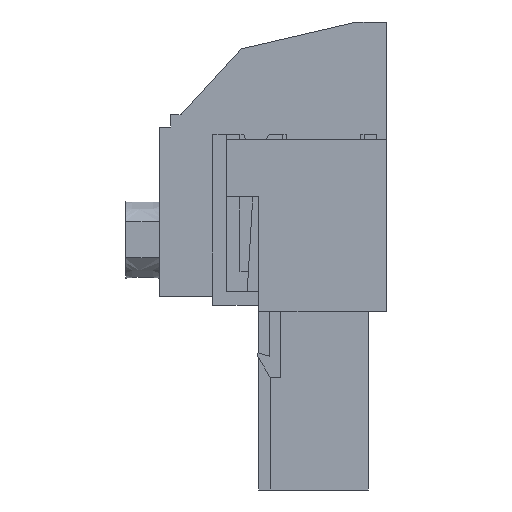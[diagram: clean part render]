
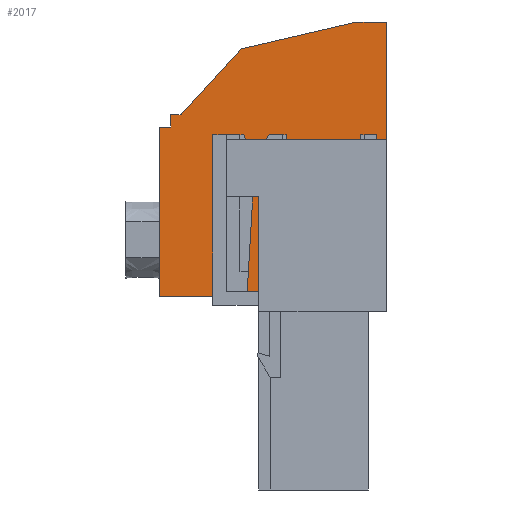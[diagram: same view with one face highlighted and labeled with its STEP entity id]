
A CAD part, left-side view. The second image highlights one B-rep face of the part: STEP entity #2017.
In plain terms, the highlighted planar face has unit normal (-1, 0, 0).
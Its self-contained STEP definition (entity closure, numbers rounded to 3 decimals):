
#1665=AXIS2_PLACEMENT_3D('Plane Axis2P3D',#1662,#1663,#1664) ;
#472=CARTESIAN_POINT('Vertex',(7.62,0.,41.45)) ;
#475=CARTESIAN_POINT('Line Origine',(7.62,0.,36.225)) ;
#479=CARTESIAN_POINT('Vertex',(7.62,0.,31.)) ;
#1158=CARTESIAN_POINT('Vertex',(7.62,11.3,31.)) ;
#1161=CARTESIAN_POINT('Line Origine',(7.62,11.3,24.075)) ;
#1165=CARTESIAN_POINT('Vertex',(7.62,11.3,17.15)) ;
#1662=CARTESIAN_POINT('Axis2P3D Location',(7.62,11.3,15.8)) ;
#1870=CARTESIAN_POINT('Vertex',(7.62,1.9,31.)) ;
#1873=CARTESIAN_POINT('Line Origine',(7.62,0.95,31.)) ;
#1886=CARTESIAN_POINT('Line Origine',(7.62,10.4,31.)) ;
#1890=CARTESIAN_POINT('Vertex',(7.62,9.5,31.)) ;
#1893=CARTESIAN_POINT('Line Origine',(7.62,9.5,30.15)) ;
#1897=CARTESIAN_POINT('Vertex',(7.62,9.5,29.3)) ;
#1900=CARTESIAN_POINT('Line Origine',(7.62,5.7,29.3)) ;
#1904=CARTESIAN_POINT('Vertex',(7.62,1.9,29.3)) ;
#1907=CARTESIAN_POINT('Line Origine',(7.62,1.9,30.15)) ;
#1912=CARTESIAN_POINT('Line Origine',(7.62,1.307,41.45)) ;
#1916=CARTESIAN_POINT('Vertex',(7.62,2.614,41.45)) ;
#1919=CARTESIAN_POINT('Line Origine',(7.62,7.757,40.25)) ;
#1923=CARTESIAN_POINT('Vertex',(7.62,12.9,39.05)) ;
#1926=CARTESIAN_POINT('Line Origine',(7.62,15.544,36.15)) ;
#1930=CARTESIAN_POINT('Vertex',(7.62,18.188,33.25)) ;
#1933=CARTESIAN_POINT('Line Origine',(7.62,18.644,33.25)) ;
#1937=CARTESIAN_POINT('Vertex',(7.62,19.1,33.25)) ;
#1940=CARTESIAN_POINT('Line Origine',(7.62,19.1,32.7)) ;
#1944=CARTESIAN_POINT('Vertex',(7.62,19.1,32.15)) ;
#1947=CARTESIAN_POINT('Line Origine',(7.62,19.6,32.15)) ;
#1951=CARTESIAN_POINT('Vertex',(7.62,20.1,32.15)) ;
#1954=CARTESIAN_POINT('Line Origine',(7.62,20.1,24.65)) ;
#1958=CARTESIAN_POINT('Vertex',(7.62,20.1,17.15)) ;
#1961=CARTESIAN_POINT('Line Origine',(7.62,15.7,17.15)) ;
#1983=CARTESIAN_POINT('Line Origine',(7.62,13.66,26.)) ;
#1987=CARTESIAN_POINT('Vertex',(7.62,13.16,26.)) ;
#1989=CARTESIAN_POINT('Vertex',(7.62,14.16,26.)) ;
#1992=CARTESIAN_POINT('Line Origine',(7.62,14.16,28.5)) ;
#1996=CARTESIAN_POINT('Vertex',(7.62,14.16,31.)) ;
#1999=CARTESIAN_POINT('Line Origine',(7.62,13.66,31.)) ;
#2003=CARTESIAN_POINT('Vertex',(7.62,13.16,31.)) ;
#2006=CARTESIAN_POINT('Line Origine',(7.62,13.16,28.5)) ;
#476=DIRECTION('Vector Direction',(0.,0.,1.)) ;
#1162=DIRECTION('Vector Direction',(0.,0.,-1.)) ;
#1663=DIRECTION('Axis2P3D Direction',(-1.,0.,0.)) ;
#1664=DIRECTION('Axis2P3D XDirection',(0.,-1.,0.)) ;
#1874=DIRECTION('Vector Direction',(0.,1.,0.)) ;
#1887=DIRECTION('Vector Direction',(0.,1.,0.)) ;
#1894=DIRECTION('Vector Direction',(0.,0.,-1.)) ;
#1901=DIRECTION('Vector Direction',(0.,-1.,0.)) ;
#1908=DIRECTION('Vector Direction',(0.,0.,-1.)) ;
#1913=DIRECTION('Vector Direction',(0.,-1.,0.)) ;
#1920=DIRECTION('Vector Direction',(0.,-0.974,0.227)) ;
#1927=DIRECTION('Vector Direction',(0.,-0.674,0.739)) ;
#1934=DIRECTION('Vector Direction',(0.,-1.,0.)) ;
#1941=DIRECTION('Vector Direction',(0.,0.,-1.)) ;
#1948=DIRECTION('Vector Direction',(0.,-1.,0.)) ;
#1955=DIRECTION('Vector Direction',(0.,0.,1.)) ;
#1962=DIRECTION('Vector Direction',(0.,-1.,0.)) ;
#1984=DIRECTION('Vector Direction',(0.,1.,0.)) ;
#1993=DIRECTION('Vector Direction',(0.,0.,1.)) ;
#2000=DIRECTION('Vector Direction',(0.,1.,0.)) ;
#2007=DIRECTION('Vector Direction',(0.,0.,1.)) ;
#477=VECTOR('Line Direction',#476,1.) ;
#1163=VECTOR('Line Direction',#1162,1.) ;
#1875=VECTOR('Line Direction',#1874,1.) ;
#1888=VECTOR('Line Direction',#1887,1.) ;
#1895=VECTOR('Line Direction',#1894,1.) ;
#1902=VECTOR('Line Direction',#1901,1.) ;
#1909=VECTOR('Line Direction',#1908,1.) ;
#1914=VECTOR('Line Direction',#1913,1.) ;
#1921=VECTOR('Line Direction',#1920,1.) ;
#1928=VECTOR('Line Direction',#1927,1.) ;
#1935=VECTOR('Line Direction',#1934,1.) ;
#1942=VECTOR('Line Direction',#1941,1.) ;
#1949=VECTOR('Line Direction',#1948,1.) ;
#1956=VECTOR('Line Direction',#1955,1.) ;
#1963=VECTOR('Line Direction',#1962,1.) ;
#1985=VECTOR('Line Direction',#1984,1.) ;
#1994=VECTOR('Line Direction',#1993,1.) ;
#2001=VECTOR('Line Direction',#2000,1.) ;
#2008=VECTOR('Line Direction',#2007,1.) ;
#1967=ORIENTED_EDGE('',*,*,#1167,.F.) ;
#1968=ORIENTED_EDGE('',*,*,#1892,.F.) ;
#1969=ORIENTED_EDGE('',*,*,#1899,.T.) ;
#1970=ORIENTED_EDGE('',*,*,#1906,.T.) ;
#1971=ORIENTED_EDGE('',*,*,#1911,.F.) ;
#1972=ORIENTED_EDGE('',*,*,#1877,.F.) ;
#1973=ORIENTED_EDGE('',*,*,#481,.T.) ;
#1974=ORIENTED_EDGE('',*,*,#1918,.F.) ;
#1975=ORIENTED_EDGE('',*,*,#1925,.F.) ;
#1976=ORIENTED_EDGE('',*,*,#1932,.F.) ;
#1977=ORIENTED_EDGE('',*,*,#1939,.F.) ;
#1978=ORIENTED_EDGE('',*,*,#1946,.T.) ;
#1979=ORIENTED_EDGE('',*,*,#1953,.F.) ;
#1980=ORIENTED_EDGE('',*,*,#1960,.F.) ;
#1981=ORIENTED_EDGE('',*,*,#1965,.T.) ;
#2012=ORIENTED_EDGE('',*,*,#1991,.T.) ;
#2013=ORIENTED_EDGE('',*,*,#1998,.T.) ;
#2014=ORIENTED_EDGE('',*,*,#2005,.F.) ;
#2015=ORIENTED_EDGE('',*,*,#2010,.F.) ;
#2016=FACE_BOUND('',#2011,.T.) ;
#2017=ADVANCED_FACE('HOUSING',(#1982,#2016),#1666,.T.) ;
#481=EDGE_CURVE('',#480,#473,#478,.T.) ;
#1167=EDGE_CURVE('',#1159,#1166,#1164,.T.) ;
#1877=EDGE_CURVE('',#480,#1871,#1876,.T.) ;
#1892=EDGE_CURVE('',#1891,#1159,#1889,.T.) ;
#1899=EDGE_CURVE('',#1891,#1898,#1896,.T.) ;
#1906=EDGE_CURVE('',#1898,#1905,#1903,.T.) ;
#1911=EDGE_CURVE('',#1871,#1905,#1910,.T.) ;
#1918=EDGE_CURVE('',#1917,#473,#1915,.T.) ;
#1925=EDGE_CURVE('',#1924,#1917,#1922,.T.) ;
#1932=EDGE_CURVE('',#1931,#1924,#1929,.T.) ;
#1939=EDGE_CURVE('',#1938,#1931,#1936,.T.) ;
#1946=EDGE_CURVE('',#1938,#1945,#1943,.T.) ;
#1953=EDGE_CURVE('',#1952,#1945,#1950,.T.) ;
#1960=EDGE_CURVE('',#1959,#1952,#1957,.T.) ;
#1965=EDGE_CURVE('',#1959,#1166,#1964,.T.) ;
#1991=EDGE_CURVE('',#1988,#1990,#1986,.T.) ;
#1998=EDGE_CURVE('',#1990,#1997,#1995,.T.) ;
#2005=EDGE_CURVE('',#2004,#1997,#2002,.T.) ;
#2010=EDGE_CURVE('',#1988,#2004,#2009,.T.) ;
#1966=EDGE_LOOP('',(#1967,#1968,#1969,#1970,#1971,#1972,#1973,#1974,#1975,#1976,#1977,#1978,#1979,#1980,#1981)) ;
#2011=EDGE_LOOP('',(#2012,#2013,#2014,#2015)) ;
#1982=FACE_OUTER_BOUND('',#1966,.T.) ;
#478=LINE('Line',#475,#477) ;
#1164=LINE('Line',#1161,#1163) ;
#1876=LINE('Line',#1873,#1875) ;
#1889=LINE('Line',#1886,#1888) ;
#1896=LINE('Line',#1893,#1895) ;
#1903=LINE('Line',#1900,#1902) ;
#1910=LINE('Line',#1907,#1909) ;
#1915=LINE('Line',#1912,#1914) ;
#1922=LINE('Line',#1919,#1921) ;
#1929=LINE('Line',#1926,#1928) ;
#1936=LINE('Line',#1933,#1935) ;
#1943=LINE('Line',#1940,#1942) ;
#1950=LINE('Line',#1947,#1949) ;
#1957=LINE('Line',#1954,#1956) ;
#1964=LINE('Line',#1961,#1963) ;
#1986=LINE('Line',#1983,#1985) ;
#1995=LINE('Line',#1992,#1994) ;
#2002=LINE('Line',#1999,#2001) ;
#2009=LINE('Line',#2006,#2008) ;
#1666=PLANE('',#1665) ;
#473=VERTEX_POINT('',#472) ;
#480=VERTEX_POINT('',#479) ;
#1159=VERTEX_POINT('',#1158) ;
#1166=VERTEX_POINT('',#1165) ;
#1871=VERTEX_POINT('',#1870) ;
#1891=VERTEX_POINT('',#1890) ;
#1898=VERTEX_POINT('',#1897) ;
#1905=VERTEX_POINT('',#1904) ;
#1917=VERTEX_POINT('',#1916) ;
#1924=VERTEX_POINT('',#1923) ;
#1931=VERTEX_POINT('',#1930) ;
#1938=VERTEX_POINT('',#1937) ;
#1945=VERTEX_POINT('',#1944) ;
#1952=VERTEX_POINT('',#1951) ;
#1959=VERTEX_POINT('',#1958) ;
#1988=VERTEX_POINT('',#1987) ;
#1990=VERTEX_POINT('',#1989) ;
#1997=VERTEX_POINT('',#1996) ;
#2004=VERTEX_POINT('',#2003) ;
